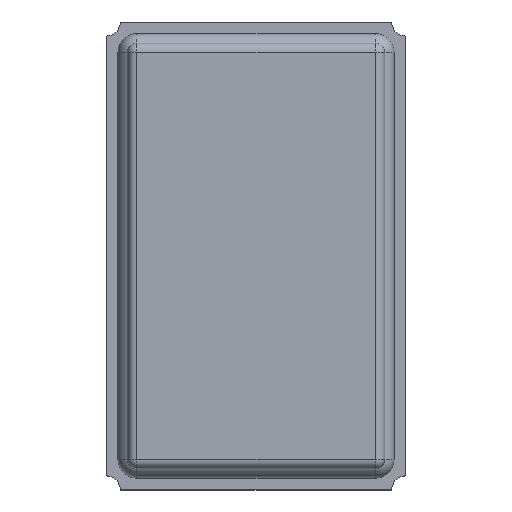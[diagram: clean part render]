
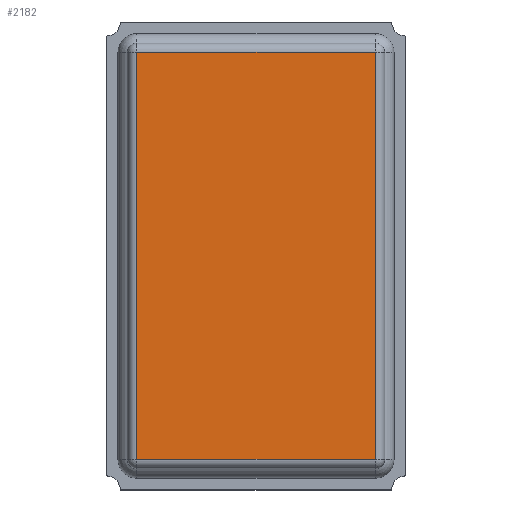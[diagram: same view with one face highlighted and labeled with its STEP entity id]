
A CAD part, top view. The second image highlights one B-rep face of the part: STEP entity #2182.
In plain terms, the highlighted planar face has unit normal (0, 0, 1).
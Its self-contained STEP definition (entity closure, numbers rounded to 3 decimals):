
#1950=CARTESIAN_POINT('',(1.275,-2.175,1.1));
#1951=VERTEX_POINT('',#1950);
#1959=CARTESIAN_POINT('',(-1.275,-2.175,1.1));
#1960=VERTEX_POINT('',#1959);
#1961=CARTESIAN_POINT('',(1.275,-2.175,1.1));
#1962=DIRECTION('',(-1.0,0.0,0.0));
#1963=VECTOR('',#1962,2.55);
#1964=LINE('',#1961,#1963);
#1965=EDGE_CURVE('',#1951,#1960,#1964,.T.);
#1999=CARTESIAN_POINT('',(-1.275,2.175,1.1));
#2000=VERTEX_POINT('',#1999);
#2001=CARTESIAN_POINT('',(-1.275,-2.175,1.1));
#2002=DIRECTION('',(0.0,1.0,0.0));
#2003=VECTOR('',#2002,4.35);
#2004=LINE('',#2001,#2003);
#2005=EDGE_CURVE('',#1960,#2000,#2004,.T.);
#2039=CARTESIAN_POINT('',(1.275,2.175,1.1));
#2040=VERTEX_POINT('',#2039);
#2041=CARTESIAN_POINT('',(-1.275,2.175,1.1));
#2042=DIRECTION('',(1.0,0.0,0.0));
#2043=VECTOR('',#2042,2.55);
#2044=LINE('',#2041,#2043);
#2045=EDGE_CURVE('',#2000,#2040,#2044,.T.);
#2096=CARTESIAN_POINT('',(1.275,2.175,1.1));
#2097=DIRECTION('',(0.0,-1.0,0.0));
#2098=VECTOR('',#2097,4.35);
#2099=LINE('',#2096,#2098);
#2100=EDGE_CURVE('',#2040,#1951,#2099,.T.);
#2171=CARTESIAN_POINT('',(0.,0.,1.1));
#2172=DIRECTION('',(0.0,0.0,1.0));
#2173=DIRECTION('',(0.0,-1.0,0.0));
#2174=AXIS2_PLACEMENT_3D('',#2171,#2172,#2173);
#2175=PLANE('',#2174);
#2176=ORIENTED_EDGE('',*,*,#1965,.F.);
#2177=ORIENTED_EDGE('',*,*,#2100,.F.);
#2178=ORIENTED_EDGE('',*,*,#2045,.F.);
#2179=ORIENTED_EDGE('',*,*,#2005,.F.);
#2180=EDGE_LOOP('',(#2176,#2177,#2178,#2179));
#2181=FACE_OUTER_BOUND('',#2180,.T.);
#2182=ADVANCED_FACE('',(#2181),#2175,.T.);
